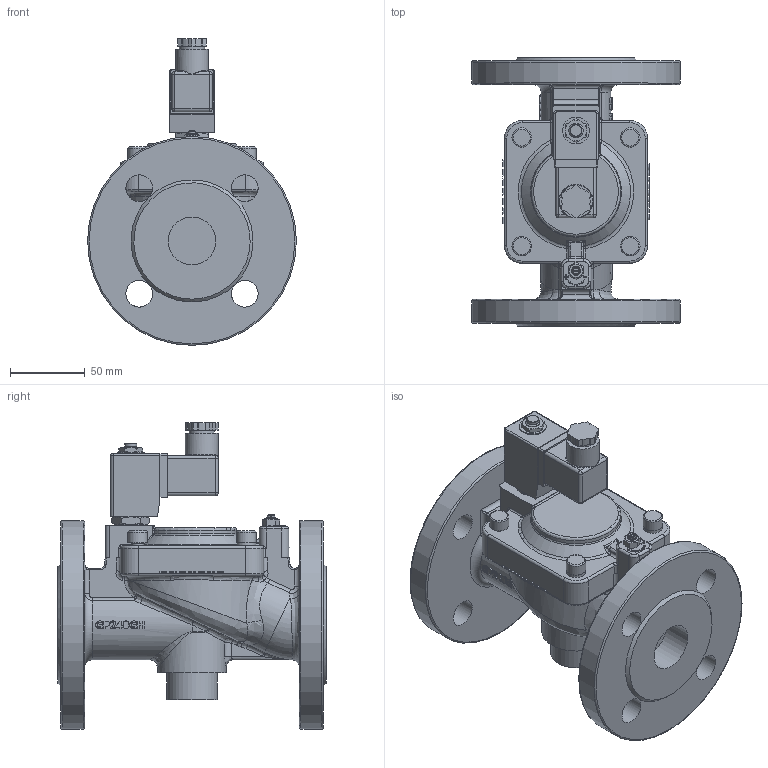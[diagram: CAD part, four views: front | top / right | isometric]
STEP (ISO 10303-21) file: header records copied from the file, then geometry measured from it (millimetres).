
FILE_DESCRIPTION(/* description */ ('3D-Modell'),/* implementation_level */ '2;1');
FILE_NAME(/* name */ '028.000557_B2804-0501-.032.stp',/* time_stamp */ '2024-01-30T14:46:47+01:00',/* author */ ('LBirkmann'),/* organization */ (''),/* preprocessor_version */ 'ST-DEVELOPER v16.1',/* originating_system */ 'Autodesk Inventor 2016',/* authorisation */ '');
FILE_SCHEMA (('AUTOMOTIVE_DESIGN { 1 0 10303 214 3 1 1 }'));
Products named in the file (1): 88-006220
Bounding box: 140 x 180 x 205.65 mm (x, y, z)
Volume: 1214723.5 mm3; surface area: 145002.7 mm2
Topology: 1 solids, 1 shells, 914 faces, 2362 edges, 1491 vertices
Faces by surface type: plane 370, bspline 268, cylinder 166, torus 59, cone 38, sphere 13
Full cylindrical faces by diameter (mm): 5 x1, 6 x1, 6.647 x4, 8 x5, 9.73 x1, 10 x1, 13 x4, 17 x1, 18 x9, 22 x2, 32 x2, 34 x1, 46 x1, 140 x2
Entity records: 43728 total; most frequent: CARTESIAN_POINT 23747, ORIENTED_EDGE 4524, DIRECTION 3384, EDGE_CURVE 2262, VERTEX_POINT 1465, AXIS2_PLACEMENT_3D 1192, EDGE_LOOP 1051, LINE 1000
